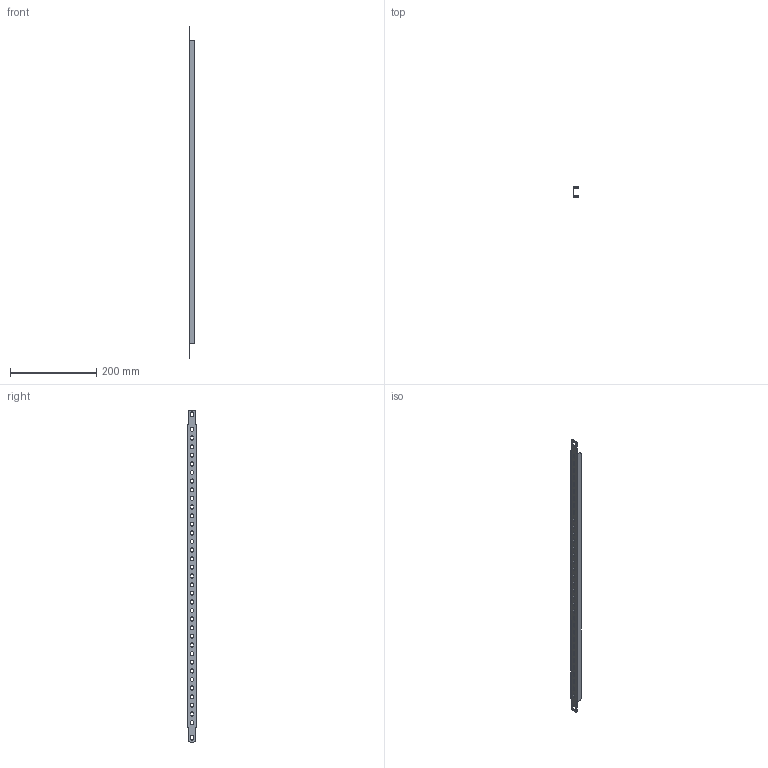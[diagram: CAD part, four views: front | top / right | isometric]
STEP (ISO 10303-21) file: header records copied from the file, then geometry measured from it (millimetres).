
FILE_DESCRIPTION (( 'STEP AP214' ), '1' );
FILE_NAME ('Ðåéêà ìîíòàæíàÿ äëÿ êàáåëÿ À 770.STEP', '2022-03-31T13:42:42', ( '' ), ( '' ), 'SwSTEP 2.0', 'SolidWorks 2017', '' );
FILE_SCHEMA (( 'AUTOMOTIVE_DESIGN' ));
Length unit declared in the file: millimetre
Products named in the file (1): Ðåéêà ìîíòàæíàÿ äëÿ êàáåëÿ À 770
Bounding box: 12 x 22 x 770 mm (x, y, z)
Volume: 36828.7 mm3; surface area: 62473.5 mm2
Topology: 1 solids, 1 shells, 213 faces, 629 edges, 418 vertices
Faces by surface type: cylinder 119, plane 94
Entity records: 7371 total; most frequent: DIRECTION 1295, CARTESIAN_POINT 1261, ORIENTED_EDGE 1258, EDGE_CURVE 629, AXIS2_PLACEMENT_3D 452, VERTEX_POINT 418, LINE 391, VECTOR 391
